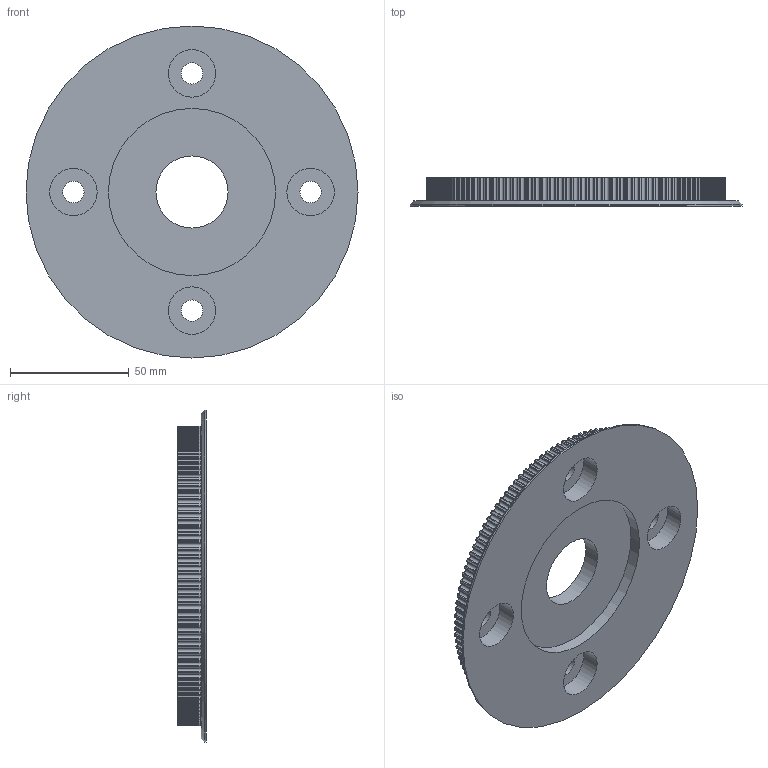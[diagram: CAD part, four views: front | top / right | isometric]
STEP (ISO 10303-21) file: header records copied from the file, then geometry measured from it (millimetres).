
FILE_DESCRIPTION(/* description */ ('STEP AP214'),/* implementation_level */ '2;1');
FILE_NAME(/* name */ '6570e87048fc2760bbd3b05f',/* time_stamp */ '2023-12-06T21:32:33Z',/* author */ (''),/* organization */ (''),/* preprocessor_version */ 'ST-DEVELOPER v19.4',/* originating_system */ ' ',/* authorisation */ ' ');
FILE_SCHEMA (('AUTOMOTIVE_DESIGN {1 0 10303 214 3 1 1}'));
Length unit declared in the file: metre
Products named in the file (1): Part 1
Bounding box: 140 x 12 x 140 mm (x, y, z)
Volume: 118300.4 mm3; surface area: 39261.1 mm2
Topology: 1 solids, 1 shells, 740 faces, 2195 edges, 1463 vertices
Faces by surface type: cylinder 491, plane 248, cone 1
Full cylindrical faces by diameter (mm): 9 x4, 20 x4, 30.4 x1, 70.5 x1, 140 x1
Entity records: 25204 total; most frequent: DIRECTION 4648, CARTESIAN_POINT 4387, ORIENTED_EDGE 4366, EDGE_CURVE 2183, AXIS2_PLACEMENT_3D 1724, VERTEX_POINT 1463, LINE 1200, VECTOR 1200
